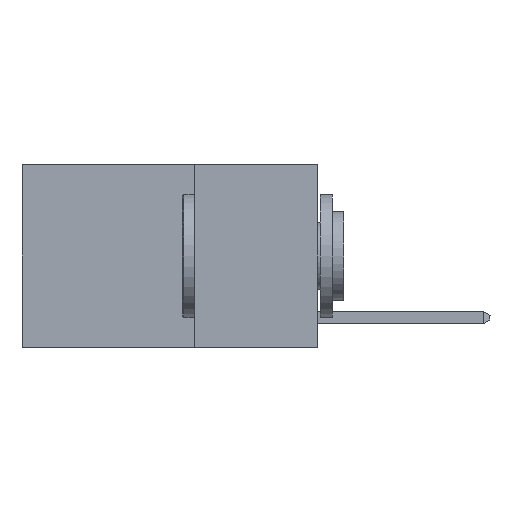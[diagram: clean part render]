
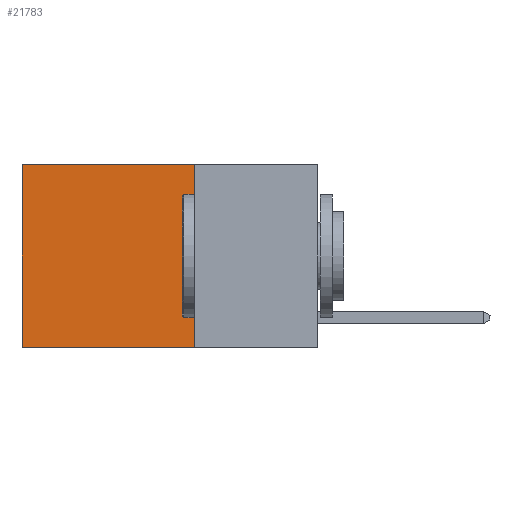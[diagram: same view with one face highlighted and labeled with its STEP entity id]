
A CAD part, left-side view. The second image highlights one B-rep face of the part: STEP entity #21783.
In plain terms, the highlighted planar face has unit normal (-1, 0, 0).
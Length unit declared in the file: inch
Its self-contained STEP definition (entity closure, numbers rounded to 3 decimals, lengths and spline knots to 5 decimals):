
#362 = DIRECTION ( 'NONE',  ( 0., 1., 0. ) ) ;
#397 = LINE ( 'NONE', #748, #3659 ) ;
#748 = CARTESIAN_POINT ( 'NONE',  ( 0.2625, 0.25, -0.37 ) ) ;
#1111 = CARTESIAN_POINT ( 'NONE',  ( 0.2625, 0.25, 0. ) ) ;
#1375 = PLANE ( 'NONE',  #22827 ) ;
#1764 = CARTESIAN_POINT ( 'NONE',  ( 0.2625, 0.25, 0. ) ) ;
#2606 = EDGE_CURVE ( 'NONE', #12753, #21974, #9734, .T. ) ;
#3659 = VECTOR ( 'NONE', #12879, 39.37008 ) ;
#5106 = EDGE_LOOP ( 'NONE', ( #8611, #17487, #14570, #18069 ) ) ;
#5876 = CARTESIAN_POINT ( 'NONE',  ( 0.2625, 0.6, 0. ) ) ;
#6559 = FACE_OUTER_BOUND ( 'NONE', #5106, .T. ) ;
#6849 = CARTESIAN_POINT ( 'NONE',  ( 0.2625, 0.6, 0. ) ) ;
#8611 = ORIENTED_EDGE ( 'NONE', *, *, #2606, .T. ) ;
#9734 = LINE ( 'NONE', #5876, #10877 ) ;
#10060 = DIRECTION ( 'NONE',  ( 0., 0., -1. ) ) ;
#10421 = CARTESIAN_POINT ( 'NONE',  ( 0.2625, 0.25, -0.37 ) ) ;
#10535 = EDGE_CURVE ( 'NONE', #12101, #13595, #17633, .T. ) ;
#10876 = VECTOR ( 'NONE', #362, 39.37008 ) ;
#10877 = VECTOR ( 'NONE', #20465, 39.37008 ) ;
#11005 = CARTESIAN_POINT ( 'NONE',  ( 0.2625, 0.6, -0.37 ) ) ;
#11132 = EDGE_CURVE ( 'NONE', #13595, #21974, #397, .T. ) ;
#12101 = VERTEX_POINT ( 'NONE', #1111 ) ;
#12753 = VERTEX_POINT ( 'NONE', #6849 ) ;
#12879 = DIRECTION ( 'NONE',  ( 0., 1., 0. ) ) ;
#13595 = VERTEX_POINT ( 'NONE', #10421 ) ;
#13652 = CARTESIAN_POINT ( 'NONE',  ( 0.2625, 0.25, 0. ) ) ;
#14010 = DIRECTION ( 'NONE',  ( 1., 0., 0. ) ) ;
#14570 = ORIENTED_EDGE ( 'NONE', *, *, #10535, .F. ) ;
#17413 = CARTESIAN_POINT ( 'NONE',  ( 0.2625, 0.25, 0. ) ) ;
#17487 = ORIENTED_EDGE ( 'NONE', *, *, #11132, .F. ) ;
#17519 = DIRECTION ( 'NONE',  ( 0., 0., -1. ) ) ;
#17616 = EDGE_CURVE ( 'NONE', #12101, #12753, #20127, .T. ) ;
#17633 = LINE ( 'NONE', #13652, #23199 ) ;
#18069 = ORIENTED_EDGE ( 'NONE', *, *, #17616, .T. ) ;
#20127 = LINE ( 'NONE', #1764, #10876 ) ;
#20465 = DIRECTION ( 'NONE',  ( 0., 0., -1. ) ) ;
#21783 = ADVANCED_FACE ( 'NONE', ( #6559 ), #1375, .F. ) ;
#21974 = VERTEX_POINT ( 'NONE', #11005 ) ;
#22827 = AXIS2_PLACEMENT_3D ( 'NONE', #17413, #14010, #17519 ) ;
#23199 = VECTOR ( 'NONE', #10060, 39.37008 ) ;
